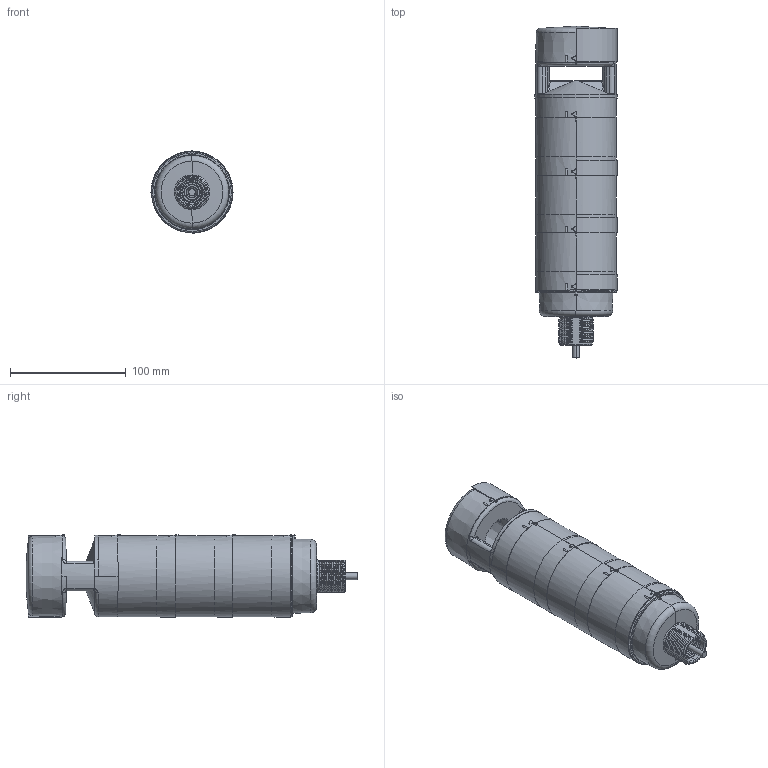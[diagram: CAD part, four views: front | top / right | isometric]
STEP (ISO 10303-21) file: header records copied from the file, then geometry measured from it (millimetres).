
FILE_DESCRIPTION((''),'2;1');
FILE_NAME('199000_ASM','2017-03-10T',('pdmadmin'),('BANNER ENGINEERING'),'CREO PARAMETRIC BY PTC INC, 2016260','CREO PARAMETRIC BY PTC INC, 2016260','');
FILE_SCHEMA(('CONFIG_CONTROL_DESIGN'));
Length unit declared in the file: millimetre
Products named in the file (7): 180077; 183492; 183493; 192654; 192655; CABLE_592; 199000_ASM
Assembly tree (10 placements, depth 2):
  199000_ASM
    180077
    183492  x3
    183493  x3
    192654
    192655
    CABLE_592
Bounding box: 71 x 287.2 x 71.25 mm (x, y, z)
Volume: 260511.4 mm3; surface area: 189711.2 mm2
Topology: 10 solids, 15 shells, 2772 faces, 6664 edges, 3937 vertices
Faces by surface type: bspline 881, cylinder 719, plane 492, torus 300, cone 227, sphere 153
Entity records: 90485 total; most frequent: CARTESIAN_POINT 57009, ORIENTED_EDGE 7660, DIRECTION 6075, EDGE_CURVE 3836, AXIS2_PLACEMENT_3D 2546, VERTEX_POINT 2287, EDGE_LOOP 1654, FACE_OUTER_BOUND 1590
